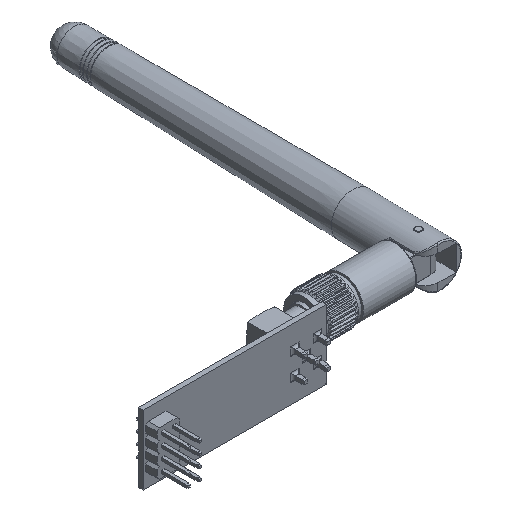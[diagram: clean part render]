
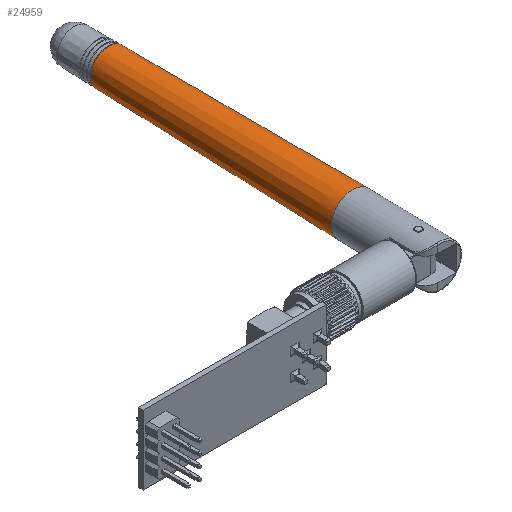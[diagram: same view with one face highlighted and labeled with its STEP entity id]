
A CAD part, isometric view. The second image highlights one B-rep face of the part: STEP entity #24959.
In plain terms, the highlighted conical face has half-angle 0.765 degrees and reference radius 4.002 mm.
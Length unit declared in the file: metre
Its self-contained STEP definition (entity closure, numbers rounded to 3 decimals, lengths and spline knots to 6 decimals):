
#242=CONICAL_SURFACE('',#31204,0.004002,0.013);
#1399=CIRCLE('',#31194,0.004002);
#1404=CIRCLE('',#31203,0.00475);
#3074=ORIENTED_EDGE('',*,*,#9675,.F.);
#3075=ORIENTED_EDGE('',*,*,#9668,.T.);
#9668=EDGE_CURVE('',#13060,#13060,#1399,.T.);
#9675=EDGE_CURVE('',#13063,#13063,#1404,.T.);
#13060=VERTEX_POINT('',#40028);
#13063=VERTEX_POINT('',#40062);
#20646=EDGE_LOOP('',(#3074));
#20647=EDGE_LOOP('',(#3075));
#22286=FACE_BOUND('',#20646,.T.);
#22287=FACE_BOUND('',#20647,.T.);
#24959=ADVANCED_FACE('',(#22286,#22287),#242,.T.);
#31194=AXIS2_PLACEMENT_3D('',#40027,#33517,#33518);
#31203=AXIS2_PLACEMENT_3D('',#40061,#33535,#33536);
#31204=AXIS2_PLACEMENT_3D('',#40063,#33537,#33538);
#33517=DIRECTION('',(-1.,0.,0.));
#33518=DIRECTION('',(0.,0.,1.));
#33535=DIRECTION('',(-1.,0.,0.));
#33536=DIRECTION('',(0.,0.,1.));
#33537=DIRECTION('',(-1.,0.,0.));
#33538=DIRECTION('',(0.,0.,1.));
#40027=CARTESIAN_POINT('',(0.076,0.,0.));
#40028=CARTESIAN_POINT('',(0.076,0.,0.004002));
#40061=CARTESIAN_POINT('',(0.02,0.,0.));
#40062=CARTESIAN_POINT('',(0.02,0.,0.00475));
#40063=CARTESIAN_POINT('',(0.076,0.,0.));
